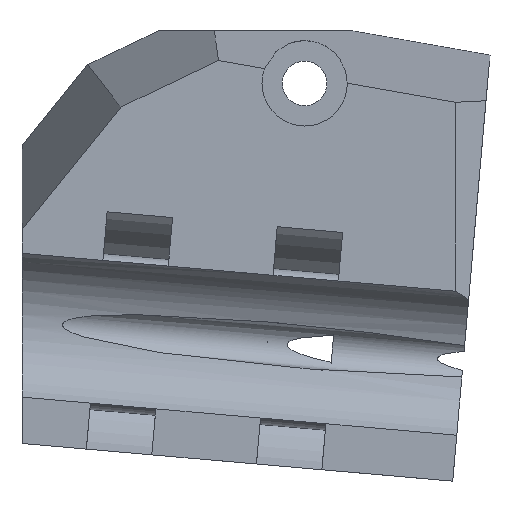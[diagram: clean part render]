
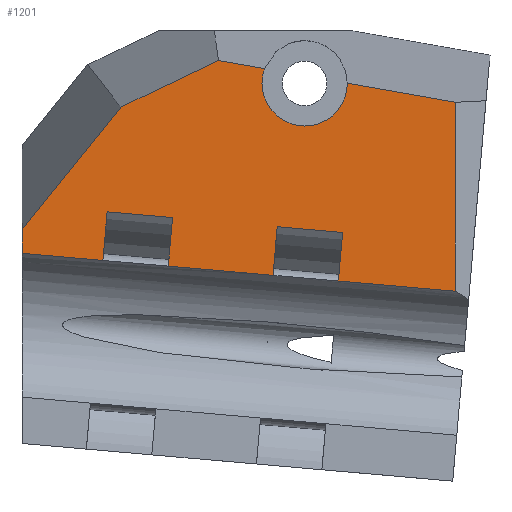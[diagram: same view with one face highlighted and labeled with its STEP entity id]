
A CAD part, left-side view. The second image highlights one B-rep face of the part: STEP entity #1201.
In plain terms, the highlighted planar face has unit normal (-1, 0, 0).
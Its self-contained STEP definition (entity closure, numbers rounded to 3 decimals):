
#65=CIRCLE('',#1298,3.25);
#66=CIRCLE('',#1299,3.25);
#125=FACE_OUTER_BOUND('',#190,.T.);
#190=EDGE_LOOP('',(#935,#936,#937,#938,#939,#940,#941,#942,#943,#944,#945,
#946,#947,#948,#949,#950,#951));
#234=LINE('',#1715,#358);
#235=LINE('',#1719,#359);
#247=LINE('',#1747,#371);
#250=LINE('',#1756,#374);
#254=LINE('',#1762,#378);
#296=LINE('',#1880,#420);
#306=LINE('',#1907,#430);
#307=LINE('',#1909,#431);
#308=LINE('',#1911,#432);
#309=LINE('',#1913,#433);
#310=LINE('',#1915,#434);
#311=LINE('',#1917,#435);
#312=LINE('',#1919,#436);
#313=LINE('',#1921,#437);
#314=LINE('',#1922,#438);
#358=VECTOR('',#1363,10.);
#359=VECTOR('',#1366,10.);
#371=VECTOR('',#1388,10.);
#374=VECTOR('',#1395,10.);
#378=VECTOR('',#1401,10.);
#420=VECTOR('',#1509,10.);
#430=VECTOR('',#1539,10.);
#431=VECTOR('',#1540,10.);
#432=VECTOR('',#1541,10.);
#433=VECTOR('',#1542,10.);
#434=VECTOR('',#1543,10.);
#435=VECTOR('',#1544,10.);
#436=VECTOR('',#1545,10.);
#437=VECTOR('',#1546,10.);
#438=VECTOR('',#1547,10.);
#482=VERTEX_POINT('',#1712);
#483=VERTEX_POINT('',#1714);
#484=VERTEX_POINT('',#1716);
#485=VERTEX_POINT('',#1718);
#496=VERTEX_POINT('',#1746);
#499=VERTEX_POINT('',#1753);
#500=VERTEX_POINT('',#1755);
#536=VERTEX_POINT('',#1878);
#543=VERTEX_POINT('',#1906);
#544=VERTEX_POINT('',#1908);
#545=VERTEX_POINT('',#1910);
#546=VERTEX_POINT('',#1912);
#547=VERTEX_POINT('',#1914);
#548=VERTEX_POINT('',#1916);
#549=VERTEX_POINT('',#1918);
#550=VERTEX_POINT('',#1920);
#551=VERTEX_POINT('',#1923);
#594=EDGE_CURVE('',#482,#483,#234,.T.);
#596=EDGE_CURVE('',#484,#485,#235,.T.);
#610=EDGE_CURVE('',#485,#496,#247,.T.);
#614=EDGE_CURVE('',#499,#500,#250,.T.);
#618=EDGE_CURVE('',#500,#482,#254,.T.);
#674=EDGE_CURVE('',#499,#536,#296,.T.);
#687=EDGE_CURVE('',#536,#543,#306,.T.);
#688=EDGE_CURVE('',#544,#543,#307,.T.);
#689=EDGE_CURVE('',#544,#545,#308,.T.);
#690=EDGE_CURVE('',#546,#545,#309,.T.);
#691=EDGE_CURVE('',#546,#547,#310,.T.);
#692=EDGE_CURVE('',#548,#547,#311,.T.);
#693=EDGE_CURVE('',#548,#549,#312,.T.);
#694=EDGE_CURVE('',#550,#549,#313,.T.);
#695=EDGE_CURVE('',#550,#496,#314,.T.);
#696=EDGE_CURVE('',#484,#551,#65,.T.);
#697=EDGE_CURVE('',#551,#483,#66,.T.);
#935=ORIENTED_EDGE('',*,*,#594,.F.);
#936=ORIENTED_EDGE('',*,*,#618,.F.);
#937=ORIENTED_EDGE('',*,*,#614,.F.);
#938=ORIENTED_EDGE('',*,*,#674,.T.);
#939=ORIENTED_EDGE('',*,*,#687,.T.);
#940=ORIENTED_EDGE('',*,*,#688,.F.);
#941=ORIENTED_EDGE('',*,*,#689,.T.);
#942=ORIENTED_EDGE('',*,*,#690,.F.);
#943=ORIENTED_EDGE('',*,*,#691,.T.);
#944=ORIENTED_EDGE('',*,*,#692,.F.);
#945=ORIENTED_EDGE('',*,*,#693,.T.);
#946=ORIENTED_EDGE('',*,*,#694,.F.);
#947=ORIENTED_EDGE('',*,*,#695,.T.);
#948=ORIENTED_EDGE('',*,*,#610,.F.);
#949=ORIENTED_EDGE('',*,*,#596,.F.);
#950=ORIENTED_EDGE('',*,*,#696,.T.);
#951=ORIENTED_EDGE('',*,*,#697,.T.);
#1154=PLANE('',#1297);
#1201=ADVANCED_FACE('',(#125),#1154,.T.);
#1297=AXIS2_PLACEMENT_3D('',#1905,#1537,#1538);
#1298=AXIS2_PLACEMENT_3D('',#1924,#1548,#1549);
#1299=AXIS2_PLACEMENT_3D('',#1925,#1550,#1551);
#1363=DIRECTION('',(0.,-0.985,-0.174));
#1366=DIRECTION('',(0.,-0.985,-0.174));
#1388=DIRECTION('',(0.,0.,-1.));
#1395=DIRECTION('',(0.,-0.628,0.778));
#1401=DIRECTION('',(0.,-0.902,0.431));
#1509=DIRECTION('',(0.,0.,-1.));
#1537=DIRECTION('center_axis',(-1.,0.,0.));
#1538=DIRECTION('ref_axis',(0.,0.,1.));
#1539=DIRECTION('',(0.,-0.996,-0.087));
#1540=DIRECTION('',(0.,0.087,-0.996));
#1541=DIRECTION('',(0.,-0.996,-0.087));
#1542=DIRECTION('',(0.,-0.087,0.996));
#1543=DIRECTION('',(0.,-0.996,-0.087));
#1544=DIRECTION('',(0.,0.087,-0.996));
#1545=DIRECTION('',(0.,-0.996,-0.087));
#1546=DIRECTION('',(0.,-0.087,0.996));
#1547=DIRECTION('',(0.,-0.996,-0.087));
#1548=DIRECTION('center_axis',(1.,0.,0.));
#1549=DIRECTION('ref_axis',(0.,-1.,0.));
#1550=DIRECTION('center_axis',(1.,0.,0.));
#1551=DIRECTION('ref_axis',(0.,-1.,0.));
#1712=CARTESIAN_POINT('',(166.481,273.802,-113.136));
#1714=CARTESIAN_POINT('',(166.481,270.289,-113.756));
#1715=CARTESIAN_POINT('',(166.481,262.386,-115.151));
#1716=CARTESIAN_POINT('',(166.481,263.989,-114.868));
#1718=CARTESIAN_POINT('',(166.481,255.759,-116.321));
#1719=CARTESIAN_POINT('',(166.481,262.386,-115.151));
#1746=CARTESIAN_POINT('',(166.481,255.759,-130.707));
#1747=CARTESIAN_POINT('',(166.481,255.759,-123.193));
#1753=CARTESIAN_POINT('',(166.481,288.759,-126.016));
#1755=CARTESIAN_POINT('',(166.481,281.229,-116.683));
#1756=CARTESIAN_POINT('',(166.481,279.566,-114.623));
#1762=CARTESIAN_POINT('',(166.481,275.341,-113.872));
#1878=CARTESIAN_POINT('',(166.481,288.759,-127.819));
#1880=CARTESIAN_POINT('',(166.481,288.759,-120.327));
#1905=CARTESIAN_POINT('Origin',(166.481,271.259,-119.089));
#1906=CARTESIAN_POINT('',(166.481,282.601,-128.358));
#1907=CARTESIAN_POINT('',(166.481,254.708,-130.799));
#1908=CARTESIAN_POINT('',(166.481,282.278,-124.662));
#1909=CARTESIAN_POINT('',(166.481,282.389,-125.934));
#1910=CARTESIAN_POINT('',(166.481,277.297,-125.097));
#1911=CARTESIAN_POINT('',(166.481,277.297,-125.097));
#1912=CARTESIAN_POINT('',(166.481,277.62,-128.794));
#1913=CARTESIAN_POINT('',(166.481,277.408,-126.37));
#1914=CARTESIAN_POINT('',(166.481,269.651,-129.491));
#1915=CARTESIAN_POINT('',(166.481,254.708,-130.799));
#1916=CARTESIAN_POINT('',(166.481,269.327,-125.795));
#1917=CARTESIAN_POINT('',(166.481,269.439,-127.067));
#1918=CARTESIAN_POINT('',(166.481,264.346,-126.23));
#1919=CARTESIAN_POINT('',(166.481,264.346,-126.23));
#1920=CARTESIAN_POINT('',(166.481,264.67,-129.927));
#1921=CARTESIAN_POINT('',(166.481,264.458,-127.503));
#1922=CARTESIAN_POINT('',(166.481,254.708,-130.799));
#1923=CARTESIAN_POINT('',(166.481,270.489,-114.88));
#1924=CARTESIAN_POINT('Origin',(166.481,267.239,-114.88));
#1925=CARTESIAN_POINT('Origin',(166.481,267.239,-114.88));
